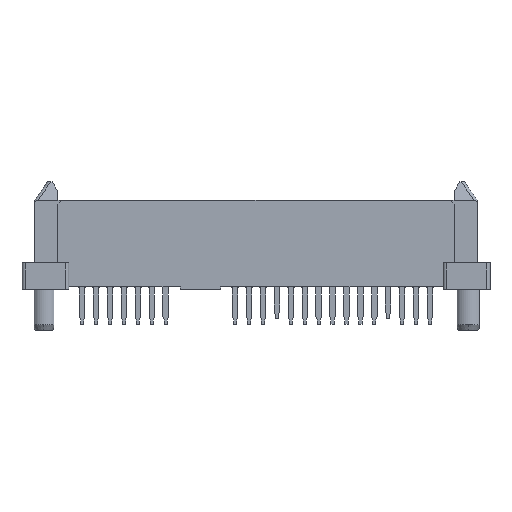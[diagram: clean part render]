
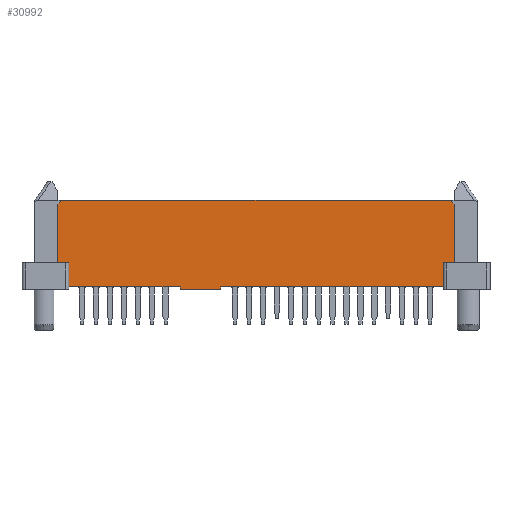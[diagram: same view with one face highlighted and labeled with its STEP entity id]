
A CAD part, top view. The second image highlights one B-rep face of the part: STEP entity #30992.
In plain terms, the highlighted planar face has unit normal (0, 0, 1).
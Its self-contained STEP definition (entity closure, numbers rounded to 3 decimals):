
#319 = AXIS2_PLACEMENT_3D ( 'NONE', #46060, #19699, #50350 ) ;
#641 = VERTEX_POINT ( 'NONE', #49592 ) ;
#1644 = VECTOR ( 'NONE', #25641, 1000. ) ;
#1845 = EDGE_CURVE ( 'NONE', #49369, #33087, #7176, .T. ) ;
#3551 = CARTESIAN_POINT ( 'NONE',  ( 18.095, -4.075, 1.75 ) ) ;
#3970 = VERTEX_POINT ( 'NONE', #25417 ) ;
#4393 = DIRECTION ( 'NONE',  ( 0., -1., 0. ) ) ;
#4464 = DIRECTION ( 'NONE',  ( -0.707, -0.707, 0. ) ) ;
#4621 = VERTEX_POINT ( 'NONE', #5248 ) ;
#5248 = CARTESIAN_POINT ( 'NONE',  ( -18.095, -0.35, 1.75 ) ) ;
#5841 = VECTOR ( 'NONE', #4393, 1000. ) ;
#6385 = LINE ( 'NONE', #3551, #22546 ) ;
#6509 = CARTESIAN_POINT ( 'NONE',  ( 22.22, -7.9, 1.75 ) ) ;
#6679 = VECTOR ( 'NONE', #4464, 1000. ) ;
#7057 = CARTESIAN_POINT ( 'NONE',  ( 18.095, -0.35, 1.75 ) ) ;
#7103 = ORIENTED_EDGE ( 'NONE', *, *, #7709, .F. ) ;
#7176 = LINE ( 'NONE', #20731, #28676 ) ;
#7269 = LINE ( 'NONE', #30219, #18023 ) ;
#7528 = LINE ( 'NONE', #13275, #25004 ) ;
#7709 = EDGE_CURVE ( 'NONE', #24444, #24800, #7269, .T. ) ;
#9786 = ORIENTED_EDGE ( 'NONE', *, *, #28841, .F. ) ;
#10470 = DIRECTION ( 'NONE',  ( -1., 0., 0. ) ) ;
#11073 = VERTEX_POINT ( 'NONE', #23839 ) ;
#11287 = VERTEX_POINT ( 'NONE', #13268 ) ;
#12420 = EDGE_CURVE ( 'NONE', #3970, #4621, #20808, .T. ) ;
#13150 = VERTEX_POINT ( 'NONE', #43157 ) ;
#13268 = CARTESIAN_POINT ( 'NONE',  ( -17.095, -5.7, 1.75 ) ) ;
#13275 = CARTESIAN_POINT ( 'NONE',  ( 0., -8.15, 1.75 ) ) ;
#14073 = VECTOR ( 'NONE', #14228, 1000. ) ;
#14228 = DIRECTION ( 'NONE',  ( 1., 0., 0. ) ) ;
#15925 = PLANE ( 'NONE',  #319 ) ;
#16745 = DIRECTION ( 'NONE',  ( 0.707, -0.707, 0. ) ) ;
#17211 = DIRECTION ( 'NONE',  ( -1., 0., 0. ) ) ;
#17819 = CARTESIAN_POINT ( 'NONE',  ( -17.92, -0.175, 1.75 ) ) ;
#18023 = VECTOR ( 'NONE', #22187, 1000. ) ;
#18080 = EDGE_CURVE ( 'NONE', #52730, #4621, #51543, .T. ) ;
#18326 = DIRECTION ( 'NONE',  ( 0., 1., 0. ) ) ;
#18644 = VECTOR ( 'NONE', #18326, 1000. ) ;
#19277 = LINE ( 'NONE', #53626, #23992 ) ;
#19308 = EDGE_CURVE ( 'NONE', #24444, #52863, #19277, .T. ) ;
#19334 = CARTESIAN_POINT ( 'NONE',  ( -17.095, -7.9, 1.75 ) ) ;
#19699 = DIRECTION ( 'NONE',  ( 0., 0., 1. ) ) ;
#19833 = CARTESIAN_POINT ( 'NONE',  ( -17.095, -4.075, 1.75 ) ) ;
#19928 = VERTEX_POINT ( 'NONE', #28650 ) ;
#19973 = EDGE_CURVE ( 'NONE', #54608, #11287, #51504, .T. ) ;
#20108 = ORIENTED_EDGE ( 'NONE', *, *, #23447, .F. ) ;
#20134 = ORIENTED_EDGE ( 'NONE', *, *, #19308, .T. ) ;
#20184 = EDGE_CURVE ( 'NONE', #49369, #3970, #40043, .T. ) ;
#20414 = ORIENTED_EDGE ( 'NONE', *, *, #34304, .F. ) ;
#20429 = ORIENTED_EDGE ( 'NONE', *, *, #1845, .F. ) ;
#20731 = CARTESIAN_POINT ( 'NONE',  ( 17.707, 0.038, 1.75 ) ) ;
#20808 = LINE ( 'NONE', #17819, #6679 ) ;
#20952 = CARTESIAN_POINT ( 'NONE',  ( -18.095, -5.7, 1.75 ) ) ;
#22070 = CARTESIAN_POINT ( 'NONE',  ( 18.095, -5.7, 1.75 ) ) ;
#22187 = DIRECTION ( 'NONE',  ( 0., -1., 0. ) ) ;
#22286 = ORIENTED_EDGE ( 'NONE', *, *, #40511, .F. ) ;
#22546 = VECTOR ( 'NONE', #50753, 1000. ) ;
#23447 = EDGE_CURVE ( 'NONE', #24800, #11073, #30934, .T. ) ;
#23612 = ORIENTED_EDGE ( 'NONE', *, *, #35281, .F. ) ;
#23839 = CARTESIAN_POINT ( 'NONE',  ( -3.225, -7.9, 1.75 ) ) ;
#23893 = DIRECTION ( 'NONE',  ( 1., 0., 0. ) ) ;
#23992 = VECTOR ( 'NONE', #23893, 1000. ) ;
#24051 = LINE ( 'NONE', #45581, #28075 ) ;
#24444 = VERTEX_POINT ( 'NONE', #31353 ) ;
#24800 = VERTEX_POINT ( 'NONE', #43194 ) ;
#25004 = VECTOR ( 'NONE', #17211, 1000. ) ;
#25417 = CARTESIAN_POINT ( 'NONE',  ( -17.745, 0., 1.75 ) ) ;
#25551 = VECTOR ( 'NONE', #10470, 1000. ) ;
#25641 = DIRECTION ( 'NONE',  ( -1., 0., 0. ) ) ;
#26226 = ORIENTED_EDGE ( 'NONE', *, *, #12420, .T. ) ;
#28075 = VECTOR ( 'NONE', #28592, 1000. ) ;
#28592 = DIRECTION ( 'NONE',  ( -1., 0., 0. ) ) ;
#28650 = CARTESIAN_POINT ( 'NONE',  ( -3.225, -8.15, 1.75 ) ) ;
#28676 = VECTOR ( 'NONE', #16745, 1000. ) ;
#28772 = ORIENTED_EDGE ( 'NONE', *, *, #37516, .F. ) ;
#28841 = EDGE_CURVE ( 'NONE', #13150, #641, #31403, .T. ) ;
#29242 = VECTOR ( 'NONE', #40368, 1000. ) ;
#30219 = CARTESIAN_POINT ( 'NONE',  ( 17.095, -4.075, 1.75 ) ) ;
#30934 = LINE ( 'NONE', #6509, #25551 ) ;
#30992 = ADVANCED_FACE ( 'NONE', ( #35778 ), #15925, .T. ) ;
#31353 = CARTESIAN_POINT ( 'NONE',  ( 17.095, -5.7, 1.75 ) ) ;
#31403 = LINE ( 'NONE', #40155, #18644 ) ;
#33087 = VERTEX_POINT ( 'NONE', #7057 ) ;
#34221 = LINE ( 'NONE', #40022, #14073 ) ;
#34257 = CARTESIAN_POINT ( 'NONE',  ( 18.819, 0., 1.75 ) ) ;
#34304 = EDGE_CURVE ( 'NONE', #11073, #19928, #44223, .T. ) ;
#35038 = EDGE_LOOP ( 'NONE', ( #20134, #23612, #20429, #43310, #26226, #51740, #37991, #47735, #22286, #9786, #28772, #20414, #20108, #7103 ) ) ;
#35281 = EDGE_CURVE ( 'NONE', #33087, #52863, #6385, .T. ) ;
#35678 = CARTESIAN_POINT ( 'NONE',  ( -18.095, -4.075, 1.75 ) ) ;
#35778 = FACE_OUTER_BOUND ( 'NONE', #35038, .T. ) ;
#37516 = EDGE_CURVE ( 'NONE', #19928, #13150, #7528, .T. ) ;
#37991 = ORIENTED_EDGE ( 'NONE', *, *, #53393, .T. ) ;
#40022 = CARTESIAN_POINT ( 'NONE',  ( 0., -5.7, 1.75 ) ) ;
#40043 = LINE ( 'NONE', #34257, #1644 ) ;
#40155 = CARTESIAN_POINT ( 'NONE',  ( -6.935, -4.075, 1.75 ) ) ;
#40368 = DIRECTION ( 'NONE',  ( 0., 1., 0. ) ) ;
#40511 = EDGE_CURVE ( 'NONE', #641, #54608, #24051, .T. ) ;
#42962 = CARTESIAN_POINT ( 'NONE',  ( -3.225, -4.075, 1.75 ) ) ;
#43157 = CARTESIAN_POINT ( 'NONE',  ( -6.935, -8.15, 1.75 ) ) ;
#43194 = CARTESIAN_POINT ( 'NONE',  ( 17.095, -7.9, 1.75 ) ) ;
#43310 = ORIENTED_EDGE ( 'NONE', *, *, #20184, .T. ) ;
#44223 = LINE ( 'NONE', #42962, #5841 ) ;
#44910 = DIRECTION ( 'NONE',  ( 0., 1., 0. ) ) ;
#45581 = CARTESIAN_POINT ( 'NONE',  ( 0., -7.9, 1.75 ) ) ;
#46060 = CARTESIAN_POINT ( 'NONE',  ( 18.819, 0.163, 1.75 ) ) ;
#47735 = ORIENTED_EDGE ( 'NONE', *, *, #19973, .F. ) ;
#49369 = VERTEX_POINT ( 'NONE', #53287 ) ;
#49592 = CARTESIAN_POINT ( 'NONE',  ( -6.935, -7.9, 1.75 ) ) ;
#50350 = DIRECTION ( 'NONE',  ( -1., 0., 0. ) ) ;
#50753 = DIRECTION ( 'NONE',  ( 0., -1., 0. ) ) ;
#51504 = LINE ( 'NONE', #19833, #29242 ) ;
#51543 = LINE ( 'NONE', #35678, #52909 ) ;
#51740 = ORIENTED_EDGE ( 'NONE', *, *, #18080, .F. ) ;
#52730 = VERTEX_POINT ( 'NONE', #20952 ) ;
#52863 = VERTEX_POINT ( 'NONE', #22070 ) ;
#52909 = VECTOR ( 'NONE', #44910, 1000. ) ;
#53287 = CARTESIAN_POINT ( 'NONE',  ( 17.745, 0., 1.75 ) ) ;
#53393 = EDGE_CURVE ( 'NONE', #52730, #11287, #34221, .T. ) ;
#53626 = CARTESIAN_POINT ( 'NONE',  ( 0., -5.7, 1.75 ) ) ;
#54608 = VERTEX_POINT ( 'NONE', #19334 ) ;
